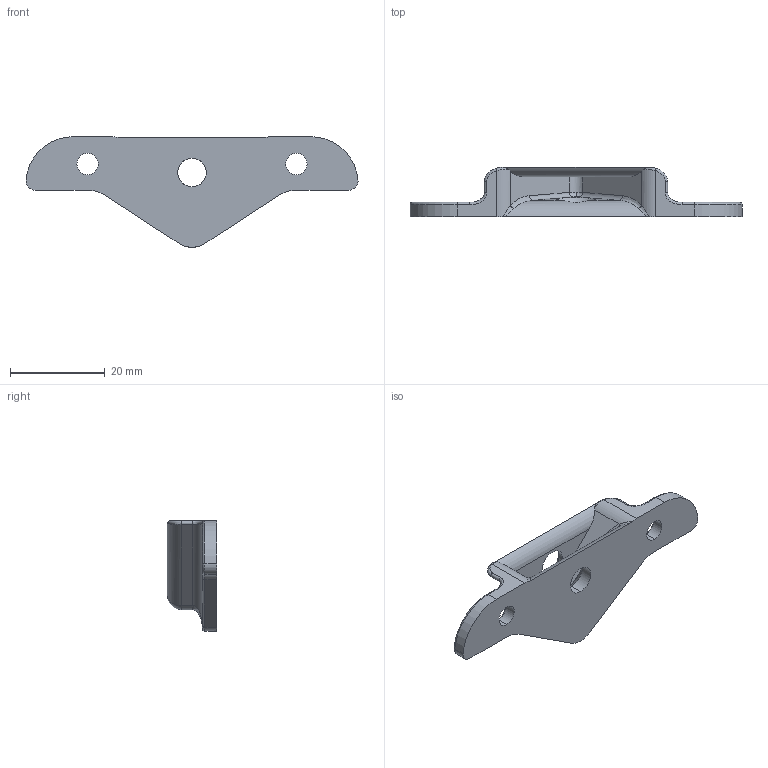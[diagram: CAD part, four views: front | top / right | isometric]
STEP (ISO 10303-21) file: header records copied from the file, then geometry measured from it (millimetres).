
FILE_DESCRIPTION (( 'STEP AP203' ), '1' );
FILE_NAME ('Base_Conector_Hembra_Predeterminado_sldprt.STEP', '2024-07-23T21:00:40', ( '' ), ( '' ), 'SwSTEP 2.0', 'SolidWorks 2018', '' );
FILE_SCHEMA (( 'CONFIG_CONTROL_DESIGN' ));
Length unit declared in the file: centimetre
Products named in the file (1): Base_Conector_Hembra_Predeterminado_sldprt
Bounding box: 69.92 x 10.4 x 23.29 mm (x, y, z)
Volume: 4285.8 mm3; surface area: 3356.3 mm2
Topology: 1 solids, 1 shells, 85 faces, 210 edges, 125 vertices
Faces by surface type: cylinder 36, bspline 18, plane 16, torus 8, cone 6, sphere 1
Entity records: 3497 total; most frequent: CARTESIAN_POINT 1534, ORIENTED_EDGE 418, DIRECTION 378, EDGE_CURVE 209, AXIS2_PLACEMENT_3D 151, VERTEX_POINT 125, EDGE_LOOP 92, FACE_OUTER_BOUND 85
